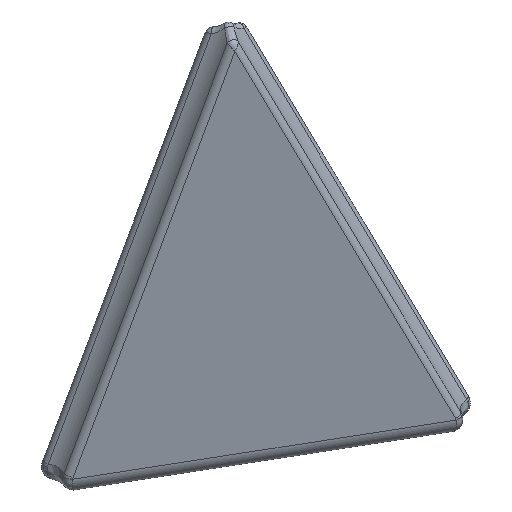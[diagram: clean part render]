
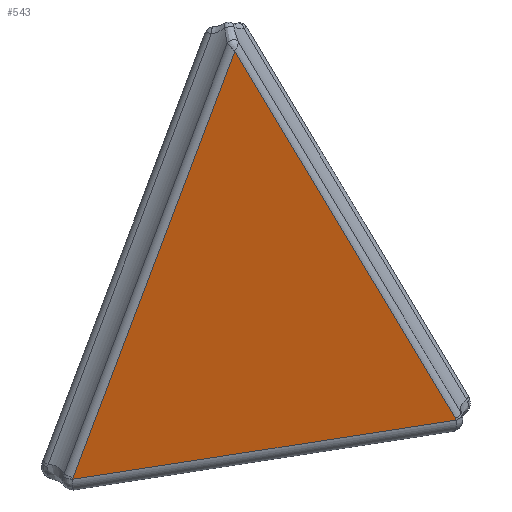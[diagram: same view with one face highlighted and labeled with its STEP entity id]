
A CAD part, isometric view. The second image highlights one B-rep face of the part: STEP entity #543.
In plain terms, the highlighted planar face has unit normal (-0.482, -0.834, 0.27).
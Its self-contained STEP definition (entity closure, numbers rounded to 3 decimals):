
#18=PLANE('',#605);
#31=LINE('',#1783,#49);
#35=LINE('',#1793,#53);
#36=LINE('',#1795,#54);
#49=VECTOR('',#700,10.);
#53=VECTOR('',#716,10.);
#54=VECTOR('',#719,10.);
#73=B_SPLINE_CURVE_WITH_KNOTS('',3,(#1061,#1062,#1063,#1064),
 .UNSPECIFIED.,.F.,.F.,(4,4),(-0.008,0.),.UNSPECIFIED.);
#78=B_SPLINE_CURVE_WITH_KNOTS('',3,(#1178,#1179,#1180,#1181),
 .UNSPECIFIED.,.F.,.F.,(4,4),(0.,0.008),
 .UNSPECIFIED.);
#167=FACE_OUTER_BOUND('',#205,.T.);
#205=EDGE_LOOP('',(#500,#501,#502,#503,#504));
#231=VERTEX_POINT('',#815);
#245=VERTEX_POINT('',#1057);
#247=VERTEX_POINT('',#1060);
#250=VERTEX_POINT('',#1169);
#252=VERTEX_POINT('',#1176);
#300=EDGE_CURVE('',#245,#247,#73,.T.);
#308=EDGE_CURVE('',#252,#250,#78,.T.);
#341=EDGE_CURVE('',#250,#245,#31,.T.);
#345=EDGE_CURVE('',#231,#252,#35,.T.);
#346=EDGE_CURVE('',#247,#231,#36,.T.);
#500=ORIENTED_EDGE('',*,*,#308,.F.);
#501=ORIENTED_EDGE('',*,*,#345,.F.);
#502=ORIENTED_EDGE('',*,*,#346,.F.);
#503=ORIENTED_EDGE('',*,*,#300,.F.);
#504=ORIENTED_EDGE('',*,*,#341,.F.);
#543=ADVANCED_FACE('',(#167),#18,.F.);
#605=AXIS2_PLACEMENT_3D('',#1796,#720,#721);
#700=DIRECTION('',(-0.866,0.5,0.));
#716=DIRECTION('',(0.244,-0.423,-0.873));
#719=DIRECTION('',(0.489,0.,0.873));
#720=DIRECTION('center_axis',(0.482,0.834,-0.27));
#721=DIRECTION('ref_axis',(-0.488,0.,-0.873));
#815=CARTESIAN_POINT('',(-0.592,-1.025,20.773));
#1057=CARTESIAN_POINT('',(-11.649,-1.025,1.016));
#1060=CARTESIAN_POINT('',(-11.615,-1.02,1.09));
#1061=CARTESIAN_POINT('Ctrl Pts',(-11.649,-1.025,1.016));
#1062=CARTESIAN_POINT('Ctrl Pts',(-11.639,-1.022,1.041));
#1063=CARTESIAN_POINT('Ctrl Pts',(-11.628,-1.02,1.066));
#1064=CARTESIAN_POINT('Ctrl Pts',(-11.615,-1.02,1.09));
#1169=CARTESIAN_POINT('',(4.928,-10.604,1.016));
#1176=CARTESIAN_POINT('',(4.915,-10.573,1.09));
#1178=CARTESIAN_POINT('Ctrl Pts',(4.915,-10.573,1.09));
#1179=CARTESIAN_POINT('Ctrl Pts',(4.922,-10.584,1.066));
#1180=CARTESIAN_POINT('Ctrl Pts',(4.926,-10.595,1.041));
#1181=CARTESIAN_POINT('Ctrl Pts',(4.928,-10.604,1.016));
#1783=CARTESIAN_POINT('',(-3.36,-5.814,1.016));
#1793=CARTESIAN_POINT('',(-1.563,0.659,24.243));
#1795=CARTESIAN_POINT('',(-12.649,-1.02,-0.757));
#1796=CARTESIAN_POINT('Origin',(-2.272,-3.931,8.783));
